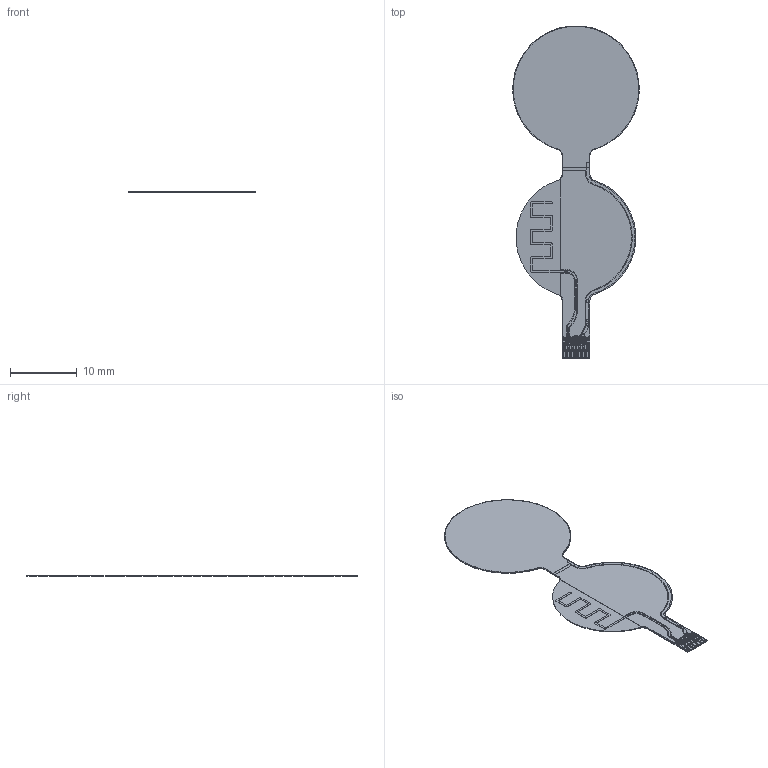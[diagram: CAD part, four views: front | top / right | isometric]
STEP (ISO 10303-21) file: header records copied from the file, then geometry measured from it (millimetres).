
FILE_DESCRIPTION(('KiCad electronic assembly'),'2;1');
FILE_NAME('flex3kicad_pcb.step','2024-12-23T13:20:58',('Pcbnew'),( 'Kicad'),'Open CASCADE STEP processor 7.7','KiCad to STEP converter' ,'Unknown');
FILE_SCHEMA(('AUTOMOTIVE_DESIGN { 1 0 10303 214 1 1 1 1 }'));
Length unit declared in the file: millimetre
Products named in the file (62): flex3kicad_pcb 1; flex3kicad_pcb_track_1; flex3kicad_pcb_track_2; flex3kicad_pcb_track_3; flex3kicad_pcb_track_4; flex3kicad_pcb_track_5; flex3kicad_pcb_track_6; flex3kicad_pcb_track_7; flex3kicad_pcb_track_8; flex3kicad_pcb_track_9; flex3kicad_pcb_track_10; flex3kicad_pcb_track_11; flex3kicad_pcb_track_12; flex3kicad_pcb_track_13; flex3kicad_pcb_track_14; flex3kicad_pcb_track_15; flex3kicad_pcb_track_16; flex3kicad_pcb_track_17; flex3kicad_pcb_zone_1; flex3kicad_pcb_zone_2; flex3kicad_pcb_zone_3; flex3kicad_pcb_pad_1; flex3kicad_pcb_pad_2; flex3kicad_pcb_pad_3; flex3kicad_pcb_pad_4; flex3kicad_pcb_pad_5; flex3kicad_pcb_pad_6; flex3kicad_pcb_pad_7; flex3kicad_pcb_pad_8; flex3kicad_pcb_pad_9; flex3kicad_pcb_pad_10; flex3kicad_pcb_pad_11; flex3kicad_pcb_pad_12; flex3kicad_pcb_pad_13; flex3kicad_pcb_pad_14; flex3kicad_pcb_pad_15; flex3kicad_pcb_pad_16; flex3kicad_pcb_pad_17; flex3kicad_pcb_pad_18; flex3kicad_pcb_pad_19 ...
Assembly tree (61 placements, depth 2):
  flex3kicad_pcb 1
    flex3kicad_pcb_track_1
    flex3kicad_pcb_track_2
    flex3kicad_pcb_track_3
    flex3kicad_pcb_track_4
    flex3kicad_pcb_track_5
    flex3kicad_pcb_track_6
    flex3kicad_pcb_track_7
    flex3kicad_pcb_track_8
    flex3kicad_pcb_track_9
    flex3kicad_pcb_track_10
    flex3kicad_pcb_track_11
    flex3kicad_pcb_track_12
    flex3kicad_pcb_track_13
    flex3kicad_pcb_track_14
    flex3kicad_pcb_track_15
    flex3kicad_pcb_track_16
    flex3kicad_pcb_track_17
    flex3kicad_pcb_zone_1
    flex3kicad_pcb_zone_2
    flex3kicad_pcb_zone_3
    flex3kicad_pcb_pad_1
    flex3kicad_pcb_pad_2
    flex3kicad_pcb_pad_3
    flex3kicad_pcb_pad_4
    flex3kicad_pcb_pad_5
    flex3kicad_pcb_pad_6
    flex3kicad_pcb_pad_7
    flex3kicad_pcb_pad_8
    flex3kicad_pcb_pad_9
    flex3kicad_pcb_pad_10
    flex3kicad_pcb_pad_11
    flex3kicad_pcb_pad_12
    flex3kicad_pcb_pad_13
    flex3kicad_pcb_pad_14
    flex3kicad_pcb_pad_15
    flex3kicad_pcb_pad_16
    flex3kicad_pcb_pad_17
    flex3kicad_pcb_pad_18
    flex3kicad_pcb_pad_19
    flex3kicad_pcb_pad_20
    flex3kicad_pcb_pad_21
    flex3kicad_pcb_pad_22
    flex3kicad_pcb_pad_23
    flex3kicad_pcb_pad_24
    flex3kicad_pcb_pad_25
    flex3kicad_pcb_pad_26
    flex3kicad_pcb_pad_27
    flex3kicad_pcb_pad_28
    flex3kicad_pcb_pad_29
    flex3kicad_pcb_pad_30
    flex3kicad_pcb_pad_31
    flex3kicad_pcb_pad_32
    flex3kicad_pcb_pad_33
    flex3kicad_pcb_pad_34
    flex3kicad_pcb_pad_35
    flex3kicad_pcb_pad_36
    flex3kicad_pcb_pad_37
    flex3kicad_pcb_pad_38
    flex3kicad_pcb_pad_39
Bounding box: 18.96 x 49.83 x 0.14 mm (x, y, z)
Volume: 80.2 mm3; surface area: 2205.2 mm2
Topology: 61 solids, 61 shells, 1588 faces, 4398 edges, 2932 vertices
Faces by surface type: plane 1553, cylinder 35
Entity records: 51150 total; most frequent: CARTESIAN_POINT 8980, ORIENTED_EDGE 8796, DIRECTION 7768, EDGE_CURVE 4398, LINE 4328, VECTOR 4328, VERTEX_POINT 2932, AXIS2_PLACEMENT_3D 1720
